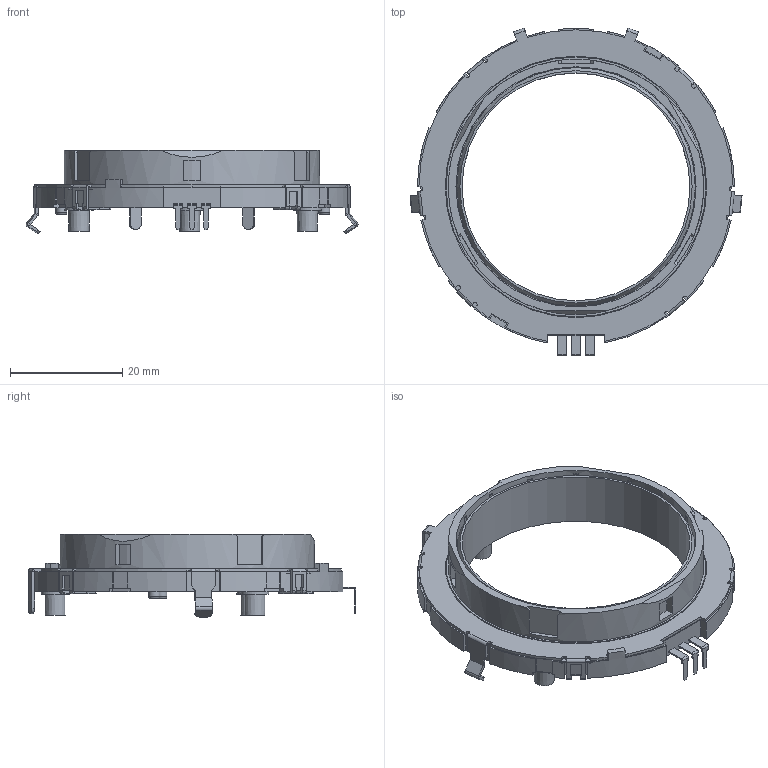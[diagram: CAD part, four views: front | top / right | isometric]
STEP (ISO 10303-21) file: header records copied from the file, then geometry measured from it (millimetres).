
FILE_DESCRIPTION(/* description */ (''),/* implementation_level */ '2;1');
FILE_NAME(/* name */ 'PER56.step',/* time_stamp */ '2023-03-08T14:49:16Z',/* author */ (''),/* organization */ (''),/* preprocessor_version */ 'ST-DEVELOPER v19.2',/* originating_system */ 'Autodesk Translation Framework v11.17.0.187',/* authorisation */ '');
FILE_SCHEMA (('AUTOMOTIVE_DESIGN { 1 0 10303 214 3 1 1 }'));
Length unit declared in the file: millimetre
Products named in the file (6): (Unsaved); 56-11; 56-3; 56-6; 56-5; 56-2
Assembly tree (5 placements, depth 2):
  (Unsaved)
    56-11
    56-3
    56-6
    56-5
    56-2
Bounding box: 59.16 x 58.4 x 14.96 mm (x, y, z)
Volume: 5758.5 mm3; surface area: 13428.2 mm2
Topology: 5 solids, 5 shells, 966 faces, 2443 edges, 1535 vertices
Faces by surface type: plane 574, cylinder 348, bspline 29, torus 8, cone 7
Full cylindrical faces by diameter (mm): 1 x10, 1.3 x2, 1.8 x3, 2 x2, 5 x3, 40.6 x1, 42.4 x1, 42.8 x1, 43.3 x1, 43.5 x2, 45.5 x1, 46.3 x1, 46.6 x1, 46.9 x1, 47.3 x1, 50.5 x2, 52.1 x1
Entity records: 30254 total; most frequent: CARTESIAN_POINT 6556, DIRECTION 4944, ORIENTED_EDGE 4886, EDGE_CURVE 2443, AXIS2_PLACEMENT_3D 1697, LINE 1550, VECTOR 1550, VERTEX_POINT 1535
